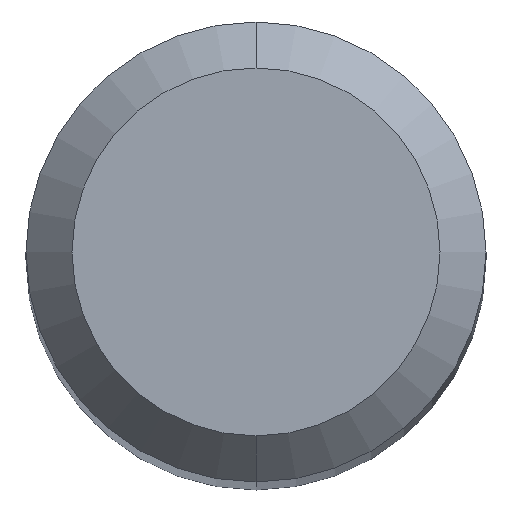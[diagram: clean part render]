
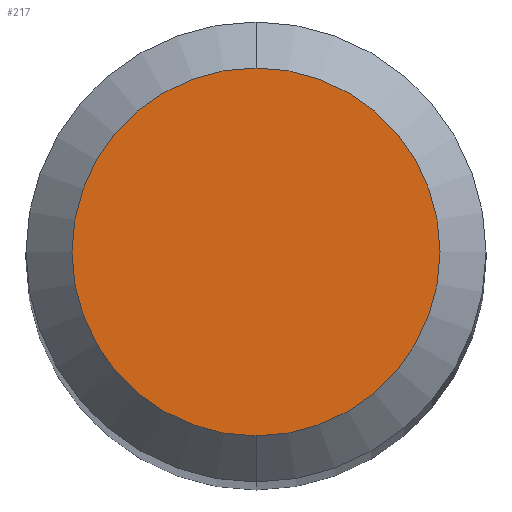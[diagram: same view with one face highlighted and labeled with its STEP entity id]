
A CAD part, top view. The second image highlights one B-rep face of the part: STEP entity #217.
In plain terms, the highlighted planar face has unit normal (0, 0, 1).
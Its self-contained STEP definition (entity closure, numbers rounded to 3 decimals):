
#197=EDGE_CURVE('',#459,#449,#505,.T.);
#217=ADVANCED_FACE('',(#529),#530,.T.);
#307=EDGE_CURVE('',#449,#459,#629,.T.);
#449=VERTEX_POINT('',#785);
#459=VERTEX_POINT('',#796);
#505=CIRCLE('',#846,1.2);
#529=FACE_OUTER_BOUND('',#884,.T.);
#530=PLANE('',#885);
#629=CIRCLE('',#1095,1.2);
#785=CARTESIAN_POINT('',(0.0,1.2,0.0));
#796=CARTESIAN_POINT('',(0.,-1.2,0.0));
#846=AXIS2_PLACEMENT_3D('',#1458,#1459,#1460);
#884=EDGE_LOOP('',(#1499,#1500));
#885=AXIS2_PLACEMENT_3D('',#1501,#1502,#1503);
#1095=AXIS2_PLACEMENT_3D('',#1611,#1612,#1613);
#1458=CARTESIAN_POINT('',(0.0,0.0,0.0));
#1459=DIRECTION('',(0.0,0.0,-1.0));
#1460=DIRECTION('',(0.0,1.0,0.0));
#1499=ORIENTED_EDGE('',*,*,#307,.F.);
#1500=ORIENTED_EDGE('',*,*,#197,.F.);
#1501=CARTESIAN_POINT('',(0.0,0.6,0.0));
#1502=DIRECTION('',(-0.0,0.0,1.0));
#1503=DIRECTION('',(0.0,-1.0,0.0));
#1611=CARTESIAN_POINT('',(0.0,0.0,0.0));
#1612=DIRECTION('',(0.0,0.0,-1.0));
#1613=DIRECTION('',(0.0,1.0,0.0));
